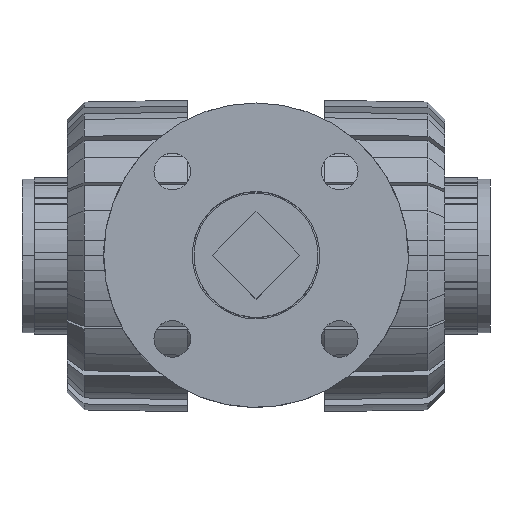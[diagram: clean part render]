
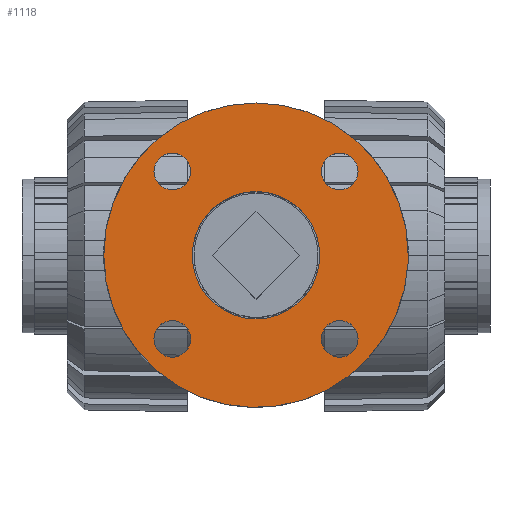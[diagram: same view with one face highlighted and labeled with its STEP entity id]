
A CAD part, top view. The second image highlights one B-rep face of the part: STEP entity #1118.
In plain terms, the highlighted planar face has unit normal (0, 0, 1).
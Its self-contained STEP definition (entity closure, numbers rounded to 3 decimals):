
#1118=ADVANCED_FACE('',(#2543,#2544,#2545,#2546,#2547,#2548),#2549,.T.);
#2543=FACE_BOUND('',#4406,.T.);
#2544=FACE_BOUND('',#4407,.T.);
#2545=FACE_BOUND('',#4408,.T.);
#2546=FACE_BOUND('',#4409,.T.);
#2547=FACE_BOUND('',#4410,.T.);
#2548=FACE_OUTER_BOUND('',#4411,.T.);
#2549=PLANE('',#4412);
#4406=EDGE_LOOP('',(#6946,#6947));
#4407=EDGE_LOOP('',(#6948,#6949));
#4408=EDGE_LOOP('',(#6950,#6951));
#4409=EDGE_LOOP('',(#6952,#6953));
#4410=EDGE_LOOP('',(#6954,#6955));
#4411=EDGE_LOOP('',(#6956,#6957,#6958));
#4412=AXIS2_PLACEMENT_3D('',#6959,#6960,#6961);
#6946=ORIENTED_EDGE('',*,*,#11977,.T.);
#6947=ORIENTED_EDGE('',*,*,#11864,.T.);
#6948=ORIENTED_EDGE('',*,*,#11856,.T.);
#6949=ORIENTED_EDGE('',*,*,#12012,.T.);
#6950=ORIENTED_EDGE('',*,*,#11851,.T.);
#6951=ORIENTED_EDGE('',*,*,#12014,.T.);
#6952=ORIENTED_EDGE('',*,*,#11846,.T.);
#6953=ORIENTED_EDGE('',*,*,#12016,.T.);
#6954=ORIENTED_EDGE('',*,*,#11841,.T.);
#6955=ORIENTED_EDGE('',*,*,#12018,.T.);
#6956=ORIENTED_EDGE('',*,*,#11801,.T.);
#6957=ORIENTED_EDGE('',*,*,#12148,.T.);
#6958=ORIENTED_EDGE('',*,*,#11802,.T.);
#6959=CARTESIAN_POINT('',(0.0,0.0,113.0));
#6960=DIRECTION('',(0.0,0.0,1.0));
#6961=DIRECTION('',(-1.0,0.0,0.0));
#11801=EDGE_CURVE('',#14141,#14138,#14142,.T.);
#11802=EDGE_CURVE('',#14143,#14141,#14144,.T.);
#11841=EDGE_CURVE('',#14209,#14213,#14215,.T.);
#11846=EDGE_CURVE('',#14218,#14222,#14224,.T.);
#11851=EDGE_CURVE('',#14227,#14231,#14233,.T.);
#11856=EDGE_CURVE('',#14236,#14240,#14242,.T.);
#11864=EDGE_CURVE('',#14256,#14253,#14257,.T.);
#11977=EDGE_CURVE('',#14253,#14256,#14447,.T.);
#12012=EDGE_CURVE('',#14240,#14236,#14488,.T.);
#12014=EDGE_CURVE('',#14231,#14227,#14490,.T.);
#12016=EDGE_CURVE('',#14222,#14218,#14492,.T.);
#12018=EDGE_CURVE('',#14213,#14209,#14494,.T.);
#12148=EDGE_CURVE('',#14138,#14143,#14673,.T.);
#14138=VERTEX_POINT('',#17592);
#14141=VERTEX_POINT('',#17596);
#14142=CIRCLE('',#17597,27.0);
#14143=VERTEX_POINT('',#17598);
#14144=CIRCLE('',#17599,27.0);
#14209=VERTEX_POINT('',#17779);
#14213=VERTEX_POINT('',#17784);
#14215=CIRCLE('',#17787,3.25);
#14218=VERTEX_POINT('',#17790);
#14222=VERTEX_POINT('',#17795);
#14224=CIRCLE('',#17798,3.25);
#14227=VERTEX_POINT('',#17801);
#14231=VERTEX_POINT('',#17806);
#14233=CIRCLE('',#17809,3.25);
#14236=VERTEX_POINT('',#17812);
#14240=VERTEX_POINT('',#17817);
#14242=CIRCLE('',#17820,3.25);
#14253=VERTEX_POINT('',#17833);
#14256=VERTEX_POINT('',#17837);
#14257=CIRCLE('',#17838,11.3);
#14447=CIRCLE('',#18075,11.3);
#14488=CIRCLE('',#18124,3.25);
#14490=CIRCLE('',#18126,3.25);
#14492=CIRCLE('',#18128,3.25);
#14494=CIRCLE('',#18130,3.25);
#14673=CIRCLE('',#18476,27.0);
#17592=CARTESIAN_POINT('',(27.0,0.,113.0));
#17596=CARTESIAN_POINT('',(26.958,-1.5,113.0));
#17597=AXIS2_PLACEMENT_3D('',#24681,#24682,#24683);
#17598=CARTESIAN_POINT('',(-27.0,0.,113.0));
#17599=AXIS2_PLACEMENT_3D('',#24684,#24685,#24686);
#17779=CARTESIAN_POINT('',(18.1,14.85,113.0));
#17784=CARTESIAN_POINT('',(11.6,14.85,113.0));
#17787=AXIS2_PLACEMENT_3D('',#24741,#24742,#24743);
#17790=CARTESIAN_POINT('',(18.1,-14.85,113.0));
#17795=CARTESIAN_POINT('',(11.6,-14.85,113.0));
#17798=AXIS2_PLACEMENT_3D('',#24749,#24750,#24751);
#17801=CARTESIAN_POINT('',(-11.6,14.85,113.0));
#17806=CARTESIAN_POINT('',(-18.1,14.85,113.0));
#17809=AXIS2_PLACEMENT_3D('',#24757,#24758,#24759);
#17812=CARTESIAN_POINT('',(-11.6,-14.85,113.0));
#17817=CARTESIAN_POINT('',(-18.1,-14.85,113.0));
#17820=AXIS2_PLACEMENT_3D('',#24765,#24766,#24767);
#17833=CARTESIAN_POINT('',(11.3,0.0,113.0));
#17837=CARTESIAN_POINT('',(-11.3,0.,113.0));
#17838=AXIS2_PLACEMENT_3D('',#24777,#24778,#24779);
#18075=AXIS2_PLACEMENT_3D('',#24971,#24972,#24973);
#18124=AXIS2_PLACEMENT_3D('',#25027,#25028,#25029);
#18126=AXIS2_PLACEMENT_3D('',#25030,#25031,#25032);
#18128=AXIS2_PLACEMENT_3D('',#25033,#25034,#25035);
#18130=AXIS2_PLACEMENT_3D('',#25036,#25037,#25038);
#18476=AXIS2_PLACEMENT_3D('',#25173,#25174,#25175);
#24681=CARTESIAN_POINT('',(0.0,0.0,113.0));
#24682=DIRECTION('',(0.0,0.0,1.0));
#24683=DIRECTION('',(1.0,0.0,0.0));
#24684=CARTESIAN_POINT('',(0.0,0.0,113.0));
#24685=DIRECTION('',(0.0,0.0,1.0));
#24686=DIRECTION('',(1.0,0.0,0.0));
#24741=CARTESIAN_POINT('',(14.85,14.85,113.0));
#24742=DIRECTION('',(0.0,0.0,-1.0));
#24743=DIRECTION('',(1.0,0.0,0.0));
#24749=CARTESIAN_POINT('',(14.85,-14.85,113.0));
#24750=DIRECTION('',(0.0,0.0,-1.0));
#24751=DIRECTION('',(1.0,0.0,0.0));
#24757=CARTESIAN_POINT('',(-14.85,14.85,113.0));
#24758=DIRECTION('',(0.0,0.0,-1.0));
#24759=DIRECTION('',(1.0,0.0,0.0));
#24765=CARTESIAN_POINT('',(-14.85,-14.85,113.0));
#24766=DIRECTION('',(0.0,0.0,-1.0));
#24767=DIRECTION('',(1.0,0.0,0.0));
#24777=CARTESIAN_POINT('',(0.0,0.0,113.0));
#24778=DIRECTION('',(0.0,0.0,-1.0));
#24779=DIRECTION('',(1.0,0.0,0.0));
#24971=CARTESIAN_POINT('',(0.0,0.0,113.0));
#24972=DIRECTION('',(0.0,0.0,-1.0));
#24973=DIRECTION('',(1.0,0.0,0.0));
#25027=CARTESIAN_POINT('',(-14.85,-14.85,113.0));
#25028=DIRECTION('',(0.0,0.0,-1.0));
#25029=DIRECTION('',(1.0,0.0,0.0));
#25030=CARTESIAN_POINT('',(-14.85,14.85,113.0));
#25031=DIRECTION('',(0.0,0.0,-1.0));
#25032=DIRECTION('',(1.0,0.0,0.0));
#25033=CARTESIAN_POINT('',(14.85,-14.85,113.0));
#25034=DIRECTION('',(0.0,0.0,-1.0));
#25035=DIRECTION('',(1.0,0.0,0.0));
#25036=CARTESIAN_POINT('',(14.85,14.85,113.0));
#25037=DIRECTION('',(0.0,0.0,-1.0));
#25038=DIRECTION('',(1.0,0.0,0.0));
#25173=CARTESIAN_POINT('',(0.0,0.0,113.0));
#25174=DIRECTION('',(0.0,0.0,1.0));
#25175=DIRECTION('',(1.0,0.0,0.0));
